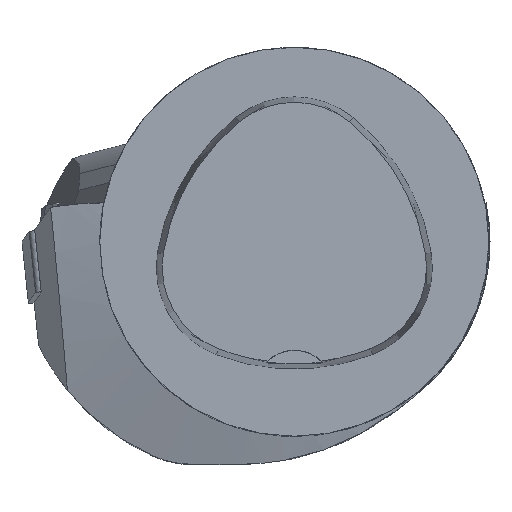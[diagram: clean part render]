
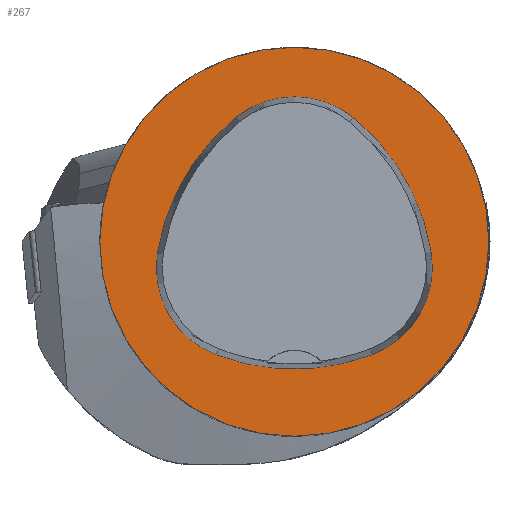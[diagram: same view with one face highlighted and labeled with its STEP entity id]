
A CAD part, top view. The second image highlights one B-rep face of the part: STEP entity #267.
In plain terms, the highlighted planar face has unit normal (0, 0, 1).
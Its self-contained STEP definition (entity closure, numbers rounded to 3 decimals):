
#267=ADVANCED_FACE('',(#667,#668),#349,.T.);
#349=PLANE('',#1890);
#667=FACE_BOUND('',#729,.T.);
#668=FACE_BOUND('',#730,.T.);
#729=EDGE_LOOP('',(#983,#984,#985,#986,#987,#988));
#730=EDGE_LOOP('',(#989));
#983=ORIENTED_EDGE('',*,*,#1557,.T.);
#984=ORIENTED_EDGE('',*,*,#1537,.T.);
#985=ORIENTED_EDGE('',*,*,#1541,.T.);
#986=ORIENTED_EDGE('',*,*,#1544,.T.);
#987=ORIENTED_EDGE('',*,*,#1547,.T.);
#988=ORIENTED_EDGE('',*,*,#1555,.T.);
#989=ORIENTED_EDGE('',*,*,#1527,.F.);
#1350=VERTEX_POINT('',#2801);
#1359=VERTEX_POINT('',#2821);
#1360=VERTEX_POINT('',#2822);
#1363=VERTEX_POINT('',#2830);
#1365=VERTEX_POINT('',#2836);
#1367=VERTEX_POINT('',#2842);
#1374=VERTEX_POINT('',#2863);
#1527=EDGE_CURVE('',#1350,#1350,#1693,.T.);
#1537=EDGE_CURVE('',#1359,#1360,#1694,.T.);
#1541=EDGE_CURVE('',#1360,#1363,#1696,.T.);
#1544=EDGE_CURVE('',#1363,#1365,#1698,.T.);
#1547=EDGE_CURVE('',#1365,#1367,#1700,.T.);
#1555=EDGE_CURVE('',#1367,#1374,#1704,.T.);
#1557=EDGE_CURVE('',#1374,#1359,#1706,.T.);
#1693=CIRCLE('',#1861,25.);
#1694=CIRCLE('',#1868,28.);
#1696=CIRCLE('',#1871,12.);
#1698=CIRCLE('',#1874,28.);
#1700=CIRCLE('',#1877,12.);
#1704=CIRCLE('',#1882,28.);
#1706=CIRCLE('',#1885,12.);
#1861=AXIS2_PLACEMENT_3D('',#2800,#2137,#2138);
#1868=AXIS2_PLACEMENT_3D('',#2820,#2155,#2156);
#1871=AXIS2_PLACEMENT_3D('',#2829,#2163,#2164);
#1874=AXIS2_PLACEMENT_3D('',#2835,#2170,#2171);
#1877=AXIS2_PLACEMENT_3D('',#2841,#2177,#2178);
#1882=AXIS2_PLACEMENT_3D('',#2864,#2189,#2190);
#1885=AXIS2_PLACEMENT_3D('',#2867,#2195,#2196);
#1890=AXIS2_PLACEMENT_3D('',#2872,#2205,#2206);
#2137=DIRECTION('',(0.,0.,-1.));
#2138=DIRECTION('',(-1.,0.,0.));
#2155=DIRECTION('',(0.,0.,-1.));
#2156=DIRECTION('',(-1.,0.,0.));
#2163=DIRECTION('',(0.,0.,-1.));
#2164=DIRECTION('',(-1.,0.,0.));
#2170=DIRECTION('',(0.,0.,-1.));
#2171=DIRECTION('',(-1.,0.,0.));
#2177=DIRECTION('',(0.,0.,-1.));
#2178=DIRECTION('',(-1.,0.,0.));
#2189=DIRECTION('',(0.,0.,-1.));
#2190=DIRECTION('',(-1.,0.,0.));
#2195=DIRECTION('',(0.,0.,-1.));
#2196=DIRECTION('',(-1.,0.,0.));
#2205=DIRECTION('',(0.,0.,1.));
#2206=DIRECTION('',(1.,0.,0.));
#2800=CARTESIAN_POINT('',(0.,0.,0.));
#2801=CARTESIAN_POINT('',(-25.,0.,0.));
#2820=CARTESIAN_POINT('',(10.068,-5.824,0.));
#2821=CARTESIAN_POINT('',(-17.584,-1.424,0.));
#2822=CARTESIAN_POINT('',(-7.531,15.953,0.));
#2829=CARTESIAN_POINT('',(0.011,6.62,0.));
#2830=CARTESIAN_POINT('',(7.567,15.942,0.));
#2835=CARTESIAN_POINT('',(-10.063,-5.81,0.));
#2836=CARTESIAN_POINT('',(17.59,-1.418,0.));
#2841=CARTESIAN_POINT('',(5.739,-3.3,0.));
#2842=CARTESIAN_POINT('',(10.05,-14.499,0.));
#2863=CARTESIAN_POINT('',(-10.025,-14.516,0.));
#2864=CARTESIAN_POINT('',(-0.01,11.631,0.));
#2867=CARTESIAN_POINT('',(-5.733,-3.31,0.));
#2872=CARTESIAN_POINT('',(0.,0.,0.));
